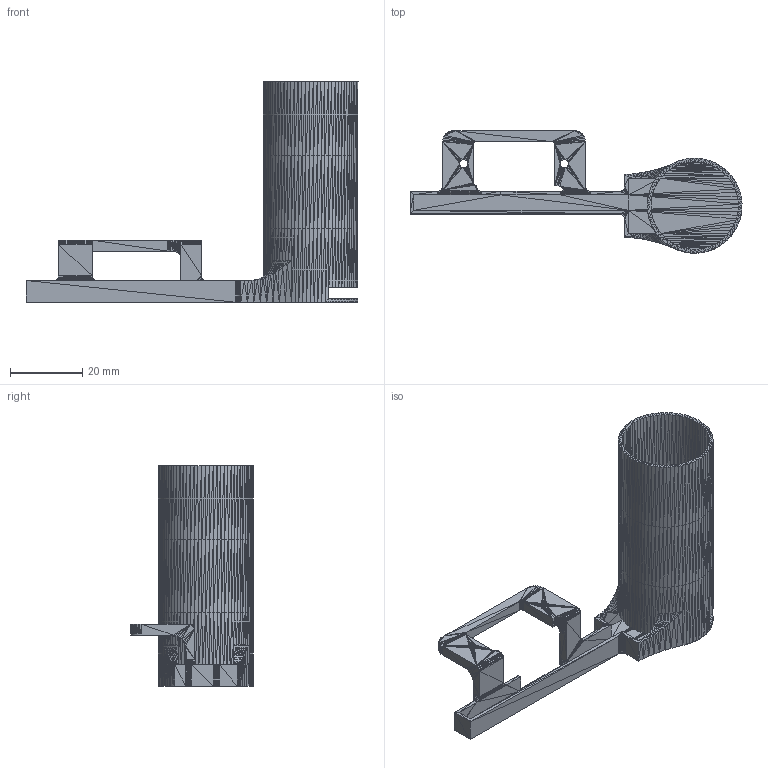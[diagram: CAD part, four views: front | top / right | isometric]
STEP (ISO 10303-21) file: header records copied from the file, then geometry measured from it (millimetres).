
FILE_DESCRIPTION(('FreeCAD Model'),'2;1');
FILE_NAME('Open CASCADE Shape Model','2025-10-07T21:32:01',(''),(''), 'Open CASCADE STEP processor 7.8','FreeCAD','Unknown');
FILE_SCHEMA(('AUTOMOTIVE_DESIGN { 1 0 10303 214 1 1 1 1 }'));
Length unit declared in the file: millimetre
Products named in the file (1): _001 (Solid)
Bounding box: 91.88 x 33.85 x 61 mm (x, y, z)
Volume: 8012.3 mm3; surface area: 14475.1 mm2
Topology: 1 solids, 1 shells, 2606 faces, 3909 edges, 1295 vertices
Faces by surface type: plane 2606
Entity records: 50831 total; most frequent: DIRECTION 9123, ORIENTED_EDGE 7818, CARTESIAN_POINT 7811, EDGE_CURVE 3909, LINE 3909, VECTOR 3909, AXIS2_PLACEMENT_3D 2607, ADVANCED_FACE 2606
